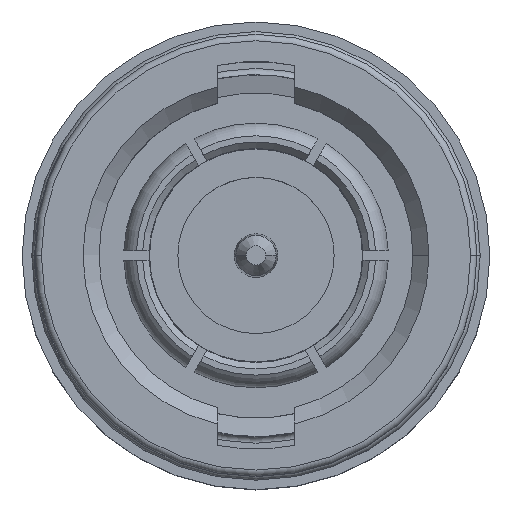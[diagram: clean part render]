
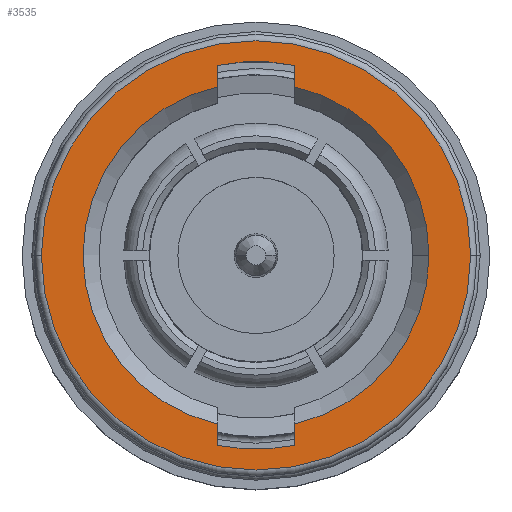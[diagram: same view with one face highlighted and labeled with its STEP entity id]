
A CAD part, top view. The second image highlights one B-rep face of the part: STEP entity #3535.
In plain terms, the highlighted planar face has unit normal (0, 0, 1).
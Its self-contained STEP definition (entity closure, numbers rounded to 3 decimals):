
#111 = CARTESIAN_POINT ( 'NONE',  ( 1.2, -5.265, 0.85 ) ) ;
#129 = DIRECTION ( 'NONE',  ( 0., -1., 0. ) ) ;
#268 = CIRCLE ( 'NONE', #14607, 6.05 ) ;
#280 = DIRECTION ( 'NONE',  ( -1., 0., 0. ) ) ;
#281 = ORIENTED_EDGE ( 'NONE', *, *, #6929, .F. ) ;
#499 = VERTEX_POINT ( 'NONE', #13630 ) ;
#637 = CARTESIAN_POINT ( 'NONE',  ( 5.4, 0., 0.85 ) ) ;
#920 = CIRCLE ( 'NONE', #4494, 6.7 ) ;
#1377 = VECTOR ( 'NONE', #129, 1000. ) ;
#1714 = CARTESIAN_POINT ( 'NONE',  ( 0., 0., 0.85 ) ) ;
#1905 = FACE_OUTER_BOUND ( 'NONE', #11191, .T. ) ;
#1954 = EDGE_LOOP ( 'NONE', ( #9166, #4586, #8062, #9114, #12624, #11757, #15884, #281, #2666 ) ) ;
#1991 = CARTESIAN_POINT ( 'NONE',  ( -1.2, -5.93, 0.85 ) ) ;
#2342 = CARTESIAN_POINT ( 'NONE',  ( -1.2, 4.751, 0.85 ) ) ;
#2525 = DIRECTION ( 'NONE',  ( 0., 0., -1. ) ) ;
#2635 = VERTEX_POINT ( 'NONE', #4708 ) ;
#2666 = ORIENTED_EDGE ( 'NONE', *, *, #16533, .F. ) ;
#2767 = DIRECTION ( 'NONE',  ( 0., 1., 0. ) ) ;
#3067 = DIRECTION ( 'NONE',  ( 1., 0., 0. ) ) ;
#3332 = CARTESIAN_POINT ( 'NONE',  ( 0., 0., 0.85 ) ) ;
#3443 = DIRECTION ( 'NONE',  ( 0., 0., 1. ) ) ;
#3528 = DIRECTION ( 'NONE',  ( 0., 0., 1. ) ) ;
#3535 = ADVANCED_FACE ( 'NONE', ( #1905, #12165 ), #3645, .F. ) ;
#3600 = CIRCLE ( 'NONE', #11498, 6.05 ) ;
#3645 = PLANE ( 'NONE',  #12229 ) ;
#3683 = DIRECTION ( 'NONE',  ( 0., -1., 0. ) ) ;
#3864 = AXIS2_PLACEMENT_3D ( 'NONE', #3332, #12689, #4670 ) ;
#4087 = VERTEX_POINT ( 'NONE', #9766 ) ;
#4100 = CARTESIAN_POINT ( 'NONE',  ( 6.7, 0., 0.85 ) ) ;
#4216 = CARTESIAN_POINT ( 'NONE',  ( -1.2, -5.265, 0.85 ) ) ;
#4494 = AXIS2_PLACEMENT_3D ( 'NONE', #16374, #8367, #280 ) ;
#4586 = ORIENTED_EDGE ( 'NONE', *, *, #10563, .F. ) ;
#4599 = CARTESIAN_POINT ( 'NONE',  ( 1.2, 5.265, 0.85 ) ) ;
#4670 = DIRECTION ( 'NONE',  ( 1., 0., 0. ) ) ;
#4708 = CARTESIAN_POINT ( 'NONE',  ( -1.2, 5.93, 0.85 ) ) ;
#5010 = VECTOR ( 'NONE', #7160, 1000. ) ;
#5175 = VERTEX_POINT ( 'NONE', #111 ) ;
#5193 = CARTESIAN_POINT ( 'NONE',  ( 0., 0., 0.85 ) ) ;
#5209 = VECTOR ( 'NONE', #2767, 1000. ) ;
#5402 = VERTEX_POINT ( 'NONE', #4599 ) ;
#5640 = CARTESIAN_POINT ( 'NONE',  ( -1.2, 5.265, 0.85 ) ) ;
#5819 = CIRCLE ( 'NONE', #3864, 5.4 ) ;
#6145 = CARTESIAN_POINT ( 'NONE',  ( 1.2, -5.93, 0.85 ) ) ;
#6214 = EDGE_CURVE ( 'NONE', #11642, #15557, #15199, .T. ) ;
#6342 = VERTEX_POINT ( 'NONE', #5640 ) ;
#6537 = DIRECTION ( 'NONE',  ( -1., 0., 0. ) ) ;
#6929 = EDGE_CURVE ( 'NONE', #6342, #11642, #12606, .T. ) ;
#7087 = DIRECTION ( 'NONE',  ( 0., 0., 1. ) ) ;
#7160 = DIRECTION ( 'NONE',  ( 0., 1., 0. ) ) ;
#7254 = ORIENTED_EDGE ( 'NONE', *, *, #15864, .T. ) ;
#7867 = VERTEX_POINT ( 'NONE', #4100 ) ;
#8062 = ORIENTED_EDGE ( 'NONE', *, *, #14358, .F. ) ;
#8077 = EDGE_CURVE ( 'NONE', #15612, #5175, #12116, .T. ) ;
#8115 = VERTEX_POINT ( 'NONE', #637 ) ;
#8367 = DIRECTION ( 'NONE',  ( 0., 0., 1. ) ) ;
#9114 = ORIENTED_EDGE ( 'NONE', *, *, #17423, .F. ) ;
#9166 = ORIENTED_EDGE ( 'NONE', *, *, #17013, .F. ) ;
#9534 = CARTESIAN_POINT ( 'NONE',  ( -1.2, -4.751, 0.85 ) ) ;
#9699 = VECTOR ( 'NONE', #3683, 1000. ) ;
#9766 = CARTESIAN_POINT ( 'NONE',  ( 1.2, 5.93, 0.85 ) ) ;
#10146 = LINE ( 'NONE', #2342, #9699 ) ;
#10554 = CARTESIAN_POINT ( 'NONE',  ( 0., 0., 0.85 ) ) ;
#10563 = EDGE_CURVE ( 'NONE', #5402, #4087, #12318, .T. ) ;
#10774 = CARTESIAN_POINT ( 'NONE',  ( 1.2, 4.751, 0.85 ) ) ;
#11078 = DIRECTION ( 'NONE',  ( 0., 0., 1. ) ) ;
#11191 = EDGE_LOOP ( 'NONE', ( #7254, #13452 ) ) ;
#11493 = CARTESIAN_POINT ( 'NONE',  ( 0., 0., 0.85 ) ) ;
#11498 = AXIS2_PLACEMENT_3D ( 'NONE', #5193, #14517, #6537 ) ;
#11532 = CIRCLE ( 'NONE', #12387, 5.4 ) ;
#11556 = CARTESIAN_POINT ( 'NONE',  ( 0., 0., 0.85 ) ) ;
#11642 = VERTEX_POINT ( 'NONE', #4216 ) ;
#11757 = ORIENTED_EDGE ( 'NONE', *, *, #12577, .F. ) ;
#11908 = DIRECTION ( 'NONE',  ( -1., 0., 0. ) ) ;
#11925 = AXIS2_PLACEMENT_3D ( 'NONE', #11493, #3443, #12815 ) ;
#12116 = LINE ( 'NONE', #12593, #5010 ) ;
#12165 = FACE_BOUND ( 'NONE', #1954, .T. ) ;
#12229 = AXIS2_PLACEMENT_3D ( 'NONE', #10554, #2525, #11908 ) ;
#12318 = LINE ( 'NONE', #10774, #5209 ) ;
#12387 = AXIS2_PLACEMENT_3D ( 'NONE', #11556, #3528, #12895 ) ;
#12577 = EDGE_CURVE ( 'NONE', #15557, #15612, #268, .T. ) ;
#12593 = CARTESIAN_POINT ( 'NONE',  ( 1.2, -4.751, 0.85 ) ) ;
#12606 = CIRCLE ( 'NONE', #14298, 5.4 ) ;
#12624 = ORIENTED_EDGE ( 'NONE', *, *, #8077, .F. ) ;
#12689 = DIRECTION ( 'NONE',  ( 0., 0., 1. ) ) ;
#12815 = DIRECTION ( 'NONE',  ( -1., 0., 0. ) ) ;
#12895 = DIRECTION ( 'NONE',  ( 1., 0., 0. ) ) ;
#13452 = ORIENTED_EDGE ( 'NONE', *, *, #16390, .T. ) ;
#13630 = CARTESIAN_POINT ( 'NONE',  ( -6.7, 0., 0.85 ) ) ;
#14298 = AXIS2_PLACEMENT_3D ( 'NONE', #15089, #7087, #16471 ) ;
#14358 = EDGE_CURVE ( 'NONE', #8115, #5402, #5819, .T. ) ;
#14517 = DIRECTION ( 'NONE',  ( 0., 0., 1. ) ) ;
#14607 = AXIS2_PLACEMENT_3D ( 'NONE', #1714, #11078, #3067 ) ;
#15089 = CARTESIAN_POINT ( 'NONE',  ( 0., 0., 0.85 ) ) ;
#15199 = LINE ( 'NONE', #9534, #1377 ) ;
#15557 = VERTEX_POINT ( 'NONE', #1991 ) ;
#15612 = VERTEX_POINT ( 'NONE', #6145 ) ;
#15864 = EDGE_CURVE ( 'NONE', #499, #7867, #920, .T. ) ;
#15884 = ORIENTED_EDGE ( 'NONE', *, *, #6214, .F. ) ;
#16374 = CARTESIAN_POINT ( 'NONE',  ( 0., 0., 0.85 ) ) ;
#16390 = EDGE_CURVE ( 'NONE', #7867, #499, #16854, .T. ) ;
#16471 = DIRECTION ( 'NONE',  ( 1., 0., 0. ) ) ;
#16533 = EDGE_CURVE ( 'NONE', #2635, #6342, #10146, .T. ) ;
#16854 = CIRCLE ( 'NONE', #11925, 6.7 ) ;
#17013 = EDGE_CURVE ( 'NONE', #4087, #2635, #3600, .T. ) ;
#17423 = EDGE_CURVE ( 'NONE', #5175, #8115, #11532, .T. ) ;
